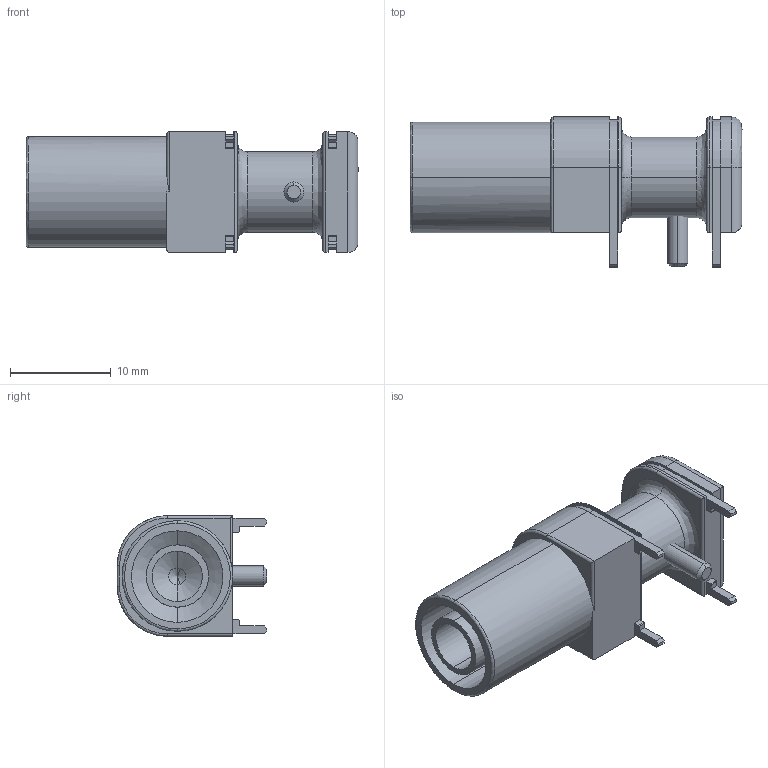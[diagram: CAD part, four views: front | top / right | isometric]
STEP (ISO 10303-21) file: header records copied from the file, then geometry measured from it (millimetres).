
FILE_DESCRIPTION (( 'STEP AP214' ), '1' );
FILE_NAME ('User Library-Pomona 73099-2.STEP', '2024-02-19T16:09:04', ( '' ), ( '' ), 'SwSTEP 2.0', 'SolidWorks 2022', '' );
FILE_SCHEMA (( 'AUTOMOTIVE_DESIGN' ));
Length unit declared in the file: millimetre
Products named in the file (4): mounts; Pomona 73099-2; User Library-Pomona 73099-2; jack
Assembly tree (4 placements, depth 2):
  User Library-Pomona 73099-2
    Pomona 73099-2
    jack
    mounts  x2
Bounding box: 33 x 14.9 x 12 mm (x, y, z)
Volume: 2312.7 mm3; surface area: 2964.4 mm2
Topology: 4 solids, 4 shells, 143 faces, 358 edges, 226 vertices
Faces by surface type: plane 73, cylinder 48, bspline 14, cone 8
Entity records: 5321 total; most frequent: CARTESIAN_POINT 1117, ORIENTED_EDGE 580, DIRECTION 572, EDGE_CURVE 290, AXIS2_PLACEMENT_3D 196, VERTEX_POINT 182, LINE 180, VECTOR 180
